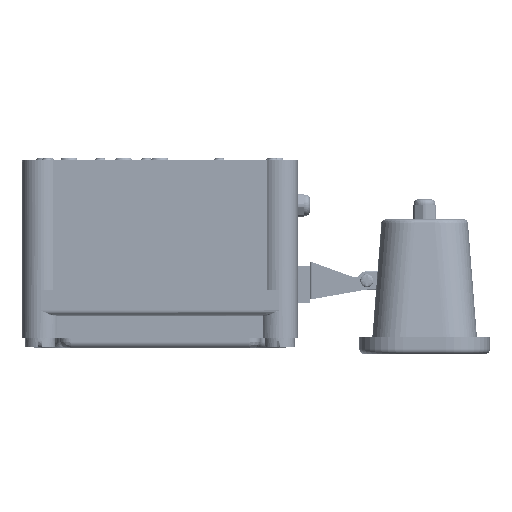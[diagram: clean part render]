
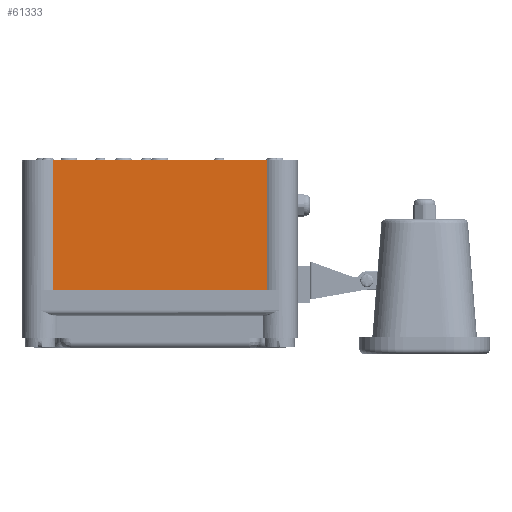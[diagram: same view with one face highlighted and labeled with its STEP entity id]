
A CAD part, left-side view. The second image highlights one B-rep face of the part: STEP entity #61333.
In plain terms, the highlighted planar face has unit normal (-1, 0, 0).
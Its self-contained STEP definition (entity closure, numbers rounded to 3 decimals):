
#10707=DIRECTION('',(0.,-1.,0.));
#10708=VECTOR('',#10707,146.387);
#10709=CARTESIAN_POINT('',(-136.5,-21.307,98.1));
#10710=LINE('',#10709,#10708);
#10711=DIRECTION('',(0.,0.,-1.));
#10712=VECTOR('',#10711,89.);
#10713=CARTESIAN_POINT('',(-136.5,-167.693,98.1));
#10714=LINE('',#10713,#10712);
#10715=DIRECTION('',(0.,1.,0.));
#10716=VECTOR('',#10715,146.387);
#10717=CARTESIAN_POINT('',(-136.5,-167.693,9.1));
#10718=LINE('',#10717,#10716);
#10719=DIRECTION('',(0.,0.,1.));
#10720=VECTOR('',#10719,89.);
#10721=CARTESIAN_POINT('',(-136.5,-21.307,9.1));
#10722=LINE('',#10721,#10720);
#39176=CARTESIAN_POINT('',(-136.5,-21.307,98.1));
#39177=CARTESIAN_POINT('',(-136.5,-167.693,98.1));
#39178=VERTEX_POINT('',#39176);
#39179=VERTEX_POINT('',#39177);
#39487=CARTESIAN_POINT('',(-136.5,-21.307,9.1));
#39489=VERTEX_POINT('',#39487);
#39490=CARTESIAN_POINT('',(-136.5,-167.693,9.1));
#39491=VERTEX_POINT('',#39490);
#61322=CARTESIAN_POINT('',(-136.5,-94.5,53.6));
#61323=DIRECTION('',(1.,0.,0.));
#61324=DIRECTION('',(0.,1.,0.));
#61325=AXIS2_PLACEMENT_3D('',#61322,#61323,#61324);
#61326=PLANE('',#61325);
#61327=ORIENTED_EDGE('',*,*,#60117,.T.);
#61328=ORIENTED_EDGE('',*,*,#61260,.T.);
#61329=ORIENTED_EDGE('',*,*,#61316,.T.);
#61330=ORIENTED_EDGE('',*,*,#59857,.T.);
#61331=EDGE_LOOP('',(#61327,#61328,#61329,#61330));
#61332=FACE_OUTER_BOUND('',#61331,.F.);
#61333=ADVANCED_FACE('',(#61332),#61326,.F.);
#59857=EDGE_CURVE('',#39489,#39178,#10722,.T.);
#60117=EDGE_CURVE('',#39178,#39179,#10710,.T.);
#61260=EDGE_CURVE('',#39179,#39491,#10714,.T.);
#61316=EDGE_CURVE('',#39491,#39489,#10718,.T.);
